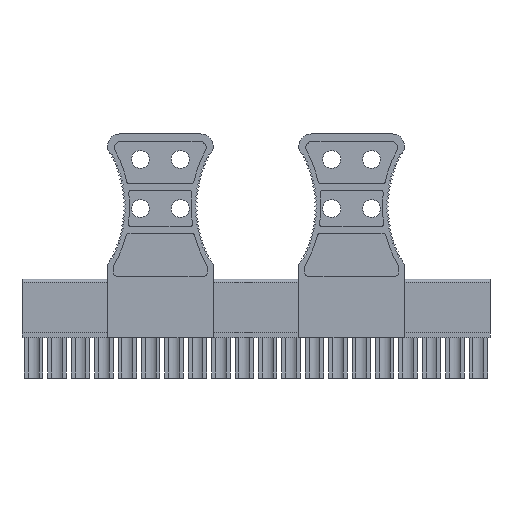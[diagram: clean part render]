
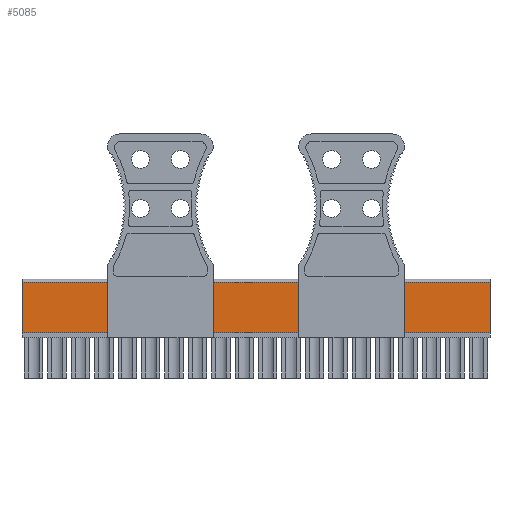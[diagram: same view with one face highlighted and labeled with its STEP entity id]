
A CAD part, front view. The second image highlights one B-rep face of the part: STEP entity #5085.
In plain terms, the highlighted planar face has unit normal (0, -1, 0).
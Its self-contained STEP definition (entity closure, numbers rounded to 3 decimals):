
#5049=AXIS2_PLACEMENT_3D('Plane Axis2P3D',#5046,#5047,#5048) ;
#5046=CARTESIAN_POINT('Axis2P3D Location',(0.,1.1,6.6)) ;
#5051=CARTESIAN_POINT('Line Origine',(76.2,1.1,11.5)) ;
#5055=CARTESIAN_POINT('Vertex',(76.2,1.1,7.4)) ;
#5057=CARTESIAN_POINT('Vertex',(76.2,1.1,15.6)) ;
#5060=CARTESIAN_POINT('Line Origine',(38.1,1.1,15.6)) ;
#5064=CARTESIAN_POINT('Vertex',(0.,1.1,15.6)) ;
#5067=CARTESIAN_POINT('Line Origine',(0.,1.1,11.5)) ;
#5071=CARTESIAN_POINT('Vertex',(0.,1.1,7.4)) ;
#5074=CARTESIAN_POINT('Line Origine',(38.1,1.1,7.4)) ;
#5047=DIRECTION('Axis2P3D Direction',(0.,1.,0.)) ;
#5048=DIRECTION('Axis2P3D XDirection',(0.,0.,1.)) ;
#5052=DIRECTION('Vector Direction',(0.,0.,1.)) ;
#5061=DIRECTION('Vector Direction',(1.,0.,0.)) ;
#5068=DIRECTION('Vector Direction',(0.,0.,1.)) ;
#5075=DIRECTION('Vector Direction',(1.,0.,0.)) ;
#5053=VECTOR('Line Direction',#5052,1.) ;
#5062=VECTOR('Line Direction',#5061,1.) ;
#5069=VECTOR('Line Direction',#5068,1.) ;
#5076=VECTOR('Line Direction',#5075,1.) ;
#5080=ORIENTED_EDGE('',*,*,#5059,.T.) ;
#5081=ORIENTED_EDGE('',*,*,#5066,.F.) ;
#5082=ORIENTED_EDGE('',*,*,#5073,.F.) ;
#5083=ORIENTED_EDGE('',*,*,#5078,.T.) ;
#5085=ADVANCED_FACE('PartBody',(#5084),#5050,.F.) ;
#5059=EDGE_CURVE('',#5056,#5058,#5054,.T.) ;
#5066=EDGE_CURVE('',#5065,#5058,#5063,.T.) ;
#5073=EDGE_CURVE('',#5072,#5065,#5070,.T.) ;
#5078=EDGE_CURVE('',#5072,#5056,#5077,.T.) ;
#5079=EDGE_LOOP('',(#5080,#5081,#5082,#5083)) ;
#5084=FACE_OUTER_BOUND('',#5079,.T.) ;
#5054=LINE('Line',#5051,#5053) ;
#5063=LINE('Line',#5060,#5062) ;
#5070=LINE('Line',#5067,#5069) ;
#5077=LINE('Line',#5074,#5076) ;
#5050=PLANE('',#5049) ;
#5056=VERTEX_POINT('',#5055) ;
#5058=VERTEX_POINT('',#5057) ;
#5065=VERTEX_POINT('',#5064) ;
#5072=VERTEX_POINT('',#5071) ;
